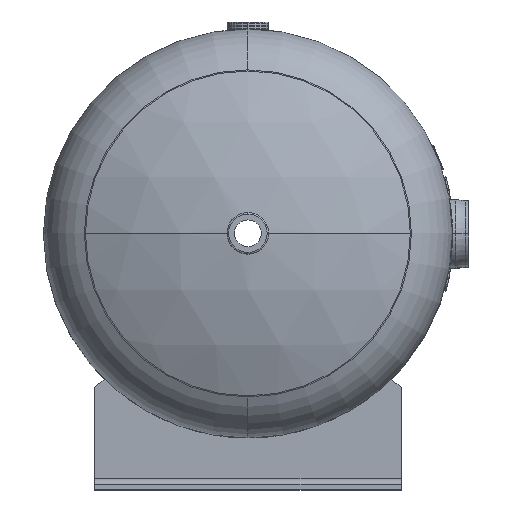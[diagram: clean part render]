
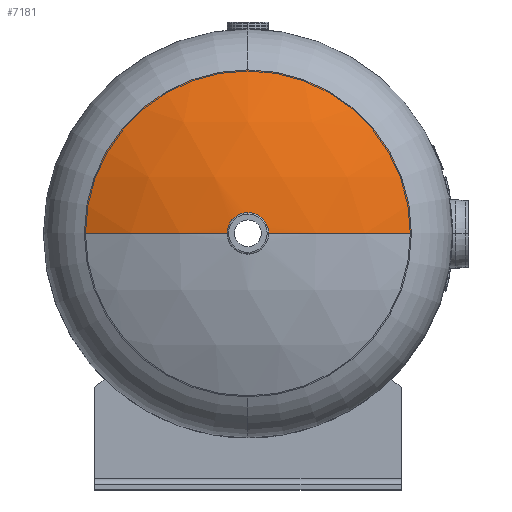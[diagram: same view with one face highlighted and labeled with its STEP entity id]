
A CAD part, top view. The second image highlights one B-rep face of the part: STEP entity #7181.
In plain terms, the highlighted spherical face has radius 365.76 mm.
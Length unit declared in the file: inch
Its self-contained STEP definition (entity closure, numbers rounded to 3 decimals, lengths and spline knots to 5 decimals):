
#372 = DIRECTION ( 'NONE',  ( 0., 0., -1. ) ) ;
#391 = SPHERICAL_SURFACE ( 'NONE', #5613, 14.4 ) ;
#423 = ORIENTED_EDGE ( 'NONE', *, *, #7089, .T. ) ;
#428 = DIRECTION ( 'NONE',  ( 0., 1., 0. ) ) ;
#456 = CARTESIAN_POINT ( 'NONE',  ( 0., -9.39011, 0. ) ) ;
#967 = DIRECTION ( 'NONE',  ( 0., 0., 1. ) ) ;
#1365 = VERTEX_POINT ( 'NONE', #3541 ) ;
#1569 = EDGE_CURVE ( 'NONE', #12684, #7997, #7695, .T. ) ;
#1682 = AXIS2_PLACEMENT_3D ( 'NONE', #8197, #428, #372 ) ;
#1904 = AXIS2_PLACEMENT_3D ( 'NONE', #8679, #7897, #2979 ) ;
#2361 = ORIENTED_EDGE ( 'NONE', *, *, #11453, .F. ) ;
#2966 = DIRECTION ( 'NONE',  ( 1., 0., 0. ) ) ;
#2979 = DIRECTION ( 'NONE',  ( 0., 0., -1. ) ) ;
#3152 = ORIENTED_EDGE ( 'NONE', *, *, #10921, .F. ) ;
#3233 = DIRECTION ( 'NONE',  ( 0., 0., -1. ) ) ;
#3290 = FACE_OUTER_BOUND ( 'NONE', #4230, .T. ) ;
#3531 = AXIS2_PLACEMENT_3D ( 'NONE', #10877, #3233, #5962 ) ;
#3541 = CARTESIAN_POINT ( 'NONE',  ( -6.4, 3.5095, 0. ) ) ;
#4230 = EDGE_LOOP ( 'NONE', ( #5151, #2361, #423, #8134, #3152 ) ) ;
#4262 = VERTEX_POINT ( 'NONE', #7006 ) ;
#5151 = ORIENTED_EDGE ( 'NONE', *, *, #5193, .F. ) ;
#5193 = EDGE_CURVE ( 'NONE', #4262, #1365, #7060, .T. ) ;
#5423 = CARTESIAN_POINT ( 'NONE',  ( 6.4, 3.5095, 0. ) ) ;
#5613 = AXIS2_PLACEMENT_3D ( 'NONE', #456, #7235, #12381 ) ;
#5962 = DIRECTION ( 'NONE',  ( -1., 0., 0. ) ) ;
#6240 = AXIS2_PLACEMENT_3D ( 'NONE', #9828, #967, #2966 ) ;
#6421 = CIRCLE ( 'NONE', #3531, 14.4 ) ;
#6520 = CARTESIAN_POINT ( 'NONE',  ( 0.7125, 4.99225, 0. ) ) ;
#6697 = VERTEX_POINT ( 'NONE', #6520 ) ;
#7006 = CARTESIAN_POINT ( 'NONE',  ( -0.7125, 4.99225, 0. ) ) ;
#7060 = CIRCLE ( 'NONE', #6240, 14.4 ) ;
#7089 = EDGE_CURVE ( 'NONE', #6697, #7997, #6421, .T. ) ;
#7181 = ADVANCED_FACE ( 'NONE', ( #3290 ), #391, .T. ) ;
#7235 = DIRECTION ( 'NONE',  ( 0., 0., 1. ) ) ;
#7239 = CIRCLE ( 'NONE', #1682, 0.7125 ) ;
#7621 = DIRECTION ( 'NONE',  ( 0., -1., 0. ) ) ;
#7695 = CIRCLE ( 'NONE', #12004, 6.4 ) ;
#7897 = DIRECTION ( 'NONE',  ( 0., -1., 0. ) ) ;
#7997 = VERTEX_POINT ( 'NONE', #5423 ) ;
#8134 = ORIENTED_EDGE ( 'NONE', *, *, #1569, .F. ) ;
#8197 = CARTESIAN_POINT ( 'NONE',  ( 0., 4.99225, 0. ) ) ;
#8679 = CARTESIAN_POINT ( 'NONE',  ( 0., 3.5095, 0. ) ) ;
#9079 = CARTESIAN_POINT ( 'NONE',  ( 0., 3.5095, -6.4 ) ) ;
#9320 = CIRCLE ( 'NONE', #1904, 6.4 ) ;
#9828 = CARTESIAN_POINT ( 'NONE',  ( 0., -9.39011, 0. ) ) ;
#10877 = CARTESIAN_POINT ( 'NONE',  ( 0., -9.39011, 0. ) ) ;
#10921 = EDGE_CURVE ( 'NONE', #1365, #12684, #9320, .T. ) ;
#11424 = CARTESIAN_POINT ( 'NONE',  ( 0., 3.5095, 0. ) ) ;
#11453 = EDGE_CURVE ( 'NONE', #6697, #4262, #7239, .T. ) ;
#11549 = DIRECTION ( 'NONE',  ( 0., 0., -1. ) ) ;
#12004 = AXIS2_PLACEMENT_3D ( 'NONE', #11424, #7621, #11549 ) ;
#12381 = DIRECTION ( 'NONE',  ( 1., 0., 0. ) ) ;
#12684 = VERTEX_POINT ( 'NONE', #9079 ) ;
